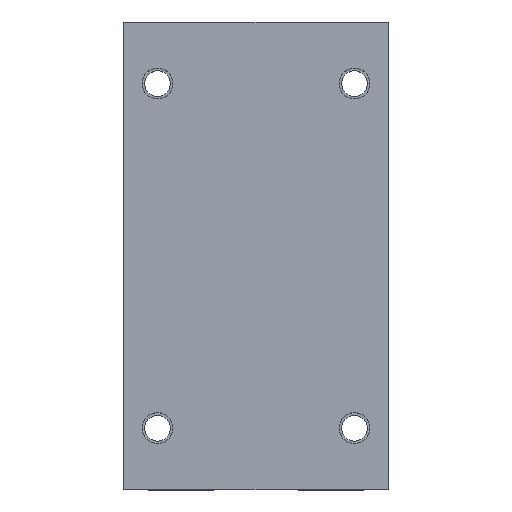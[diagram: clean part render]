
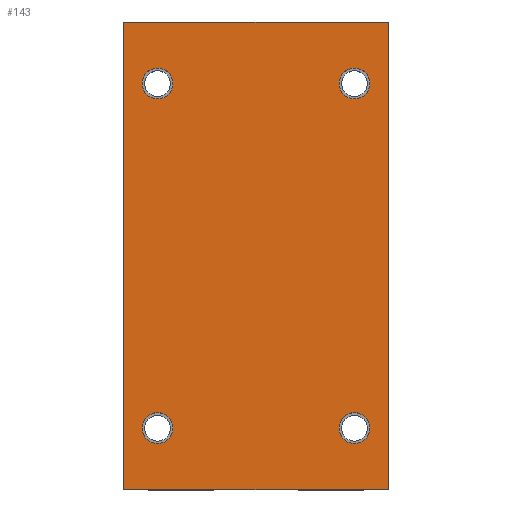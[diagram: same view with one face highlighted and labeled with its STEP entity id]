
A CAD part, top view. The second image highlights one B-rep face of the part: STEP entity #143.
In plain terms, the highlighted planar face has unit normal (0, 0, 1).
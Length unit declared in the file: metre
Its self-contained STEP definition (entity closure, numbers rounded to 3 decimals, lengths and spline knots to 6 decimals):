
#143 = ADVANCED_FACE( '', ( #320, #321, #322, #323, #324 ), #325, .T. );
#320 = FACE_BOUND( '', #521, .T. );
#321 = FACE_BOUND( '', #522, .T. );
#322 = FACE_OUTER_BOUND( '', #523, .T. );
#323 = FACE_BOUND( '', #524, .T. );
#324 = FACE_BOUND( '', #525, .T. );
#325 = PLANE( '', #526 );
#521 = EDGE_LOOP( '', ( #878 ) );
#522 = EDGE_LOOP( '', ( #879 ) );
#523 = EDGE_LOOP( '', ( #880, #881, #882, #883 ) );
#524 = EDGE_LOOP( '', ( #884 ) );
#525 = EDGE_LOOP( '', ( #885 ) );
#526 = AXIS2_PLACEMENT_3D( '', #886, #887, #888 );
#878 = ORIENTED_EDGE( '', *, *, #1129, .T. );
#879 = ORIENTED_EDGE( '', *, *, #1152, .T. );
#880 = ORIENTED_EDGE( '', *, *, #1067, .F. );
#881 = ORIENTED_EDGE( '', *, *, #1179, .F. );
#882 = ORIENTED_EDGE( '', *, *, #1105, .T. );
#883 = ORIENTED_EDGE( '', *, *, #1117, .T. );
#884 = ORIENTED_EDGE( '', *, *, #1060, .T. );
#885 = ORIENTED_EDGE( '', *, *, #1180, .T. );
#886 = CARTESIAN_POINT( '', ( -0.0215, -0.038, 0.018 ) );
#887 = DIRECTION( '', ( 0., 0., 1. ) );
#888 = DIRECTION( '', ( 1., 0., 0. ) );
#1060 = EDGE_CURVE( '', #1243, #1243, #1244, .T. );
#1067 = EDGE_CURVE( '', #1255, #1257, #1258, .T. );
#1105 = EDGE_CURVE( '', #1324, #1322, #1325, .T. );
#1117 = EDGE_CURVE( '', #1322, #1257, #1342, .T. );
#1129 = EDGE_CURVE( '', #1359, #1359, #1360, .T. );
#1152 = EDGE_CURVE( '', #1392, #1392, #1393, .T. );
#1179 = EDGE_CURVE( '', #1324, #1255, #1432, .T. );
#1180 = EDGE_CURVE( '', #1433, #1433, #1434, .T. );
#1243 = VERTEX_POINT( '', #1505 );
#1244 = CIRCLE( '', #1506, 0.0025 );
#1255 = VERTEX_POINT( '', #1520 );
#1257 = VERTEX_POINT( '', #1523 );
#1258 = LINE( '', #1524, #1525 );
#1322 = VERTEX_POINT( '', #1668 );
#1324 = VERTEX_POINT( '', #1671 );
#1325 = LINE( '', #1672, #1673 );
#1342 = LINE( '', #1698, #1699 );
#1359 = VERTEX_POINT( '', #1722 );
#1360 = CIRCLE( '', #1723, 0.0025 );
#1392 = VERTEX_POINT( '', #1763 );
#1393 = CIRCLE( '', #1764, 0.0025 );
#1432 = LINE( '', #1926, #1927 );
#1433 = VERTEX_POINT( '', #1928 );
#1434 = CIRCLE( '', #1929, 0.0025 );
#1505 = CARTESIAN_POINT( '', ( 0.016, 0.0305, 0.018 ) );
#1506 = AXIS2_PLACEMENT_3D( '', #2009, #2010, #2011 );
#1520 = CARTESIAN_POINT( '', ( -0.0215, 0.038, 0.018 ) );
#1523 = CARTESIAN_POINT( '', ( 0.0215, 0.038, 0.018 ) );
#1524 = CARTESIAN_POINT( '', ( -0.0215, 0.038, 0.018 ) );
#1525 = VECTOR( '', #2019, 1. );
#1668 = CARTESIAN_POINT( '', ( 0.0215, -0.038, 0.018 ) );
#1671 = CARTESIAN_POINT( '', ( -0.0215, -0.038, 0.018 ) );
#1672 = CARTESIAN_POINT( '', ( -0.0215, -0.038, 0.018 ) );
#1673 = VECTOR( '', #2061, 1. );
#1698 = CARTESIAN_POINT( '', ( 0.0215, -0.038, 0.018 ) );
#1699 = VECTOR( '', #2073, 1. );
#1722 = CARTESIAN_POINT( '', ( 0.016, -0.0255, 0.018 ) );
#1723 = AXIS2_PLACEMENT_3D( '', #2089, #2090, #2091 );
#1763 = CARTESIAN_POINT( '', ( -0.016, 0.0305, 0.018 ) );
#1764 = AXIS2_PLACEMENT_3D( '', #2115, #2116, #2117 );
#1926 = CARTESIAN_POINT( '', ( -0.0215, -0.038, 0.018 ) );
#1927 = VECTOR( '', #2140, 1. );
#1928 = CARTESIAN_POINT( '', ( -0.016, -0.0255, 0.018 ) );
#1929 = AXIS2_PLACEMENT_3D( '', #2141, #2142, #2143 );
#2009 = CARTESIAN_POINT( '', ( 0.016, 0.028, 0.018 ) );
#2010 = DIRECTION( '', ( 0., 0., -1. ) );
#2011 = DIRECTION( '', ( 0., 1., 0. ) );
#2019 = DIRECTION( '', ( 1., 0., 0. ) );
#2061 = DIRECTION( '', ( 1., 0., 0. ) );
#2073 = DIRECTION( '', ( 0., 1., 0. ) );
#2089 = CARTESIAN_POINT( '', ( 0.016, -0.028, 0.018 ) );
#2090 = DIRECTION( '', ( 0., 0., -1. ) );
#2091 = DIRECTION( '', ( 0., 1., 0. ) );
#2115 = CARTESIAN_POINT( '', ( -0.016, 0.028, 0.018 ) );
#2116 = DIRECTION( '', ( 0., 0., -1. ) );
#2117 = DIRECTION( '', ( 0., 1., 0. ) );
#2140 = DIRECTION( '', ( 0., 1., 0. ) );
#2141 = CARTESIAN_POINT( '', ( -0.016, -0.028, 0.018 ) );
#2142 = DIRECTION( '', ( 0., 0., -1. ) );
#2143 = DIRECTION( '', ( 0., 1., 0. ) );
